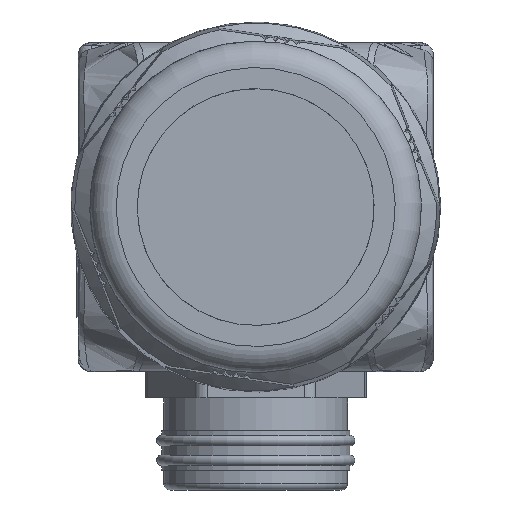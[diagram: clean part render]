
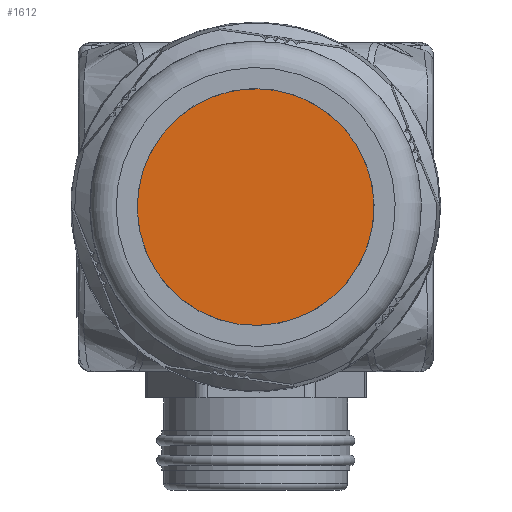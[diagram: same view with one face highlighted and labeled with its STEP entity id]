
A CAD part, front view. The second image highlights one B-rep face of the part: STEP entity #1612.
In plain terms, the highlighted planar face has unit normal (0, -1, 0).
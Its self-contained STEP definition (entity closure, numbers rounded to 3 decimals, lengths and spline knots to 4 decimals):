
#434=CIRCLE('',#8853,9.);
#1612=ADVANCED_FACE('',(#2335),#1926,.T.);
#1926=PLANE('',#9265);
#2335=FACE_OUTER_BOUND('',#2873,.T.);
#2873=EDGE_LOOP('',(#5050));
#5050=ORIENTED_EDGE('',*,*,#6572,.F.);
#5701=VERTEX_POINT('',#13563);
#6572=EDGE_CURVE('',#5701,#5701,#434,.T.);
#8853=AXIS2_PLACEMENT_3D('',#13562,#9775,#9776);
#9265=AXIS2_PLACEMENT_3D('',#28634,#11012,#11013);
#9775=DIRECTION('',(0.,1.,0.));
#9776=DIRECTION('',(0.,0.,-1.));
#11012=DIRECTION('',(0.,-1.,0.));
#11013=DIRECTION('',(0.,0.,-1.));
#13562=CARTESIAN_POINT('',(3.1733,-47.9237,-4.8825));
#13563=CARTESIAN_POINT('',(3.1733,-47.9237,-13.8825));
#28634=CARTESIAN_POINT('',(3.1733,-47.9237,-4.8825));
